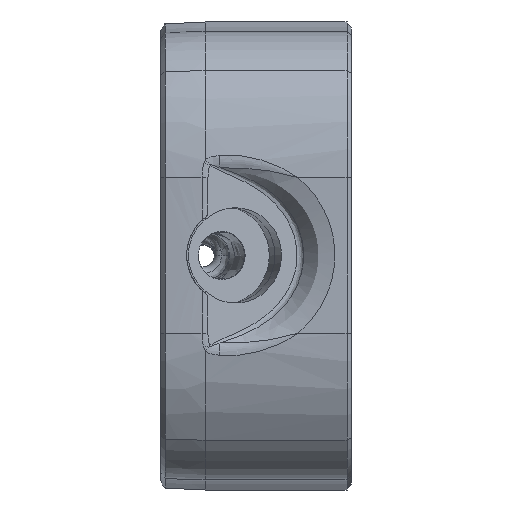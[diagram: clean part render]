
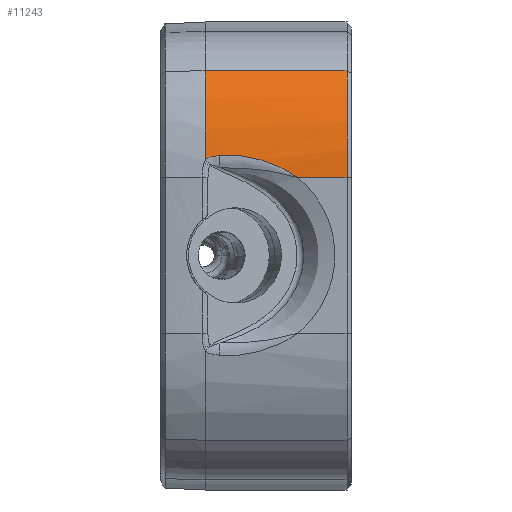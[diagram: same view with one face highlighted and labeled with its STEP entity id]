
A CAD part, top view. The second image highlights one B-rep face of the part: STEP entity #11243.
In plain terms, the highlighted cylindrical face has radius 17 mm (diameter 34 mm), a partial arc.
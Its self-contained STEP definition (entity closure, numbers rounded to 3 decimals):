
#561=CIRCLE('',#11930,17.);
#564=CIRCLE('',#11934,17.);
#1130=CYLINDRICAL_SURFACE('',#11933,17.);
#1303=FACE_OUTER_BOUND('',#1970,.T.);
#1970=EDGE_LOOP('',(#7616,#7617,#7618,#7619,#7620,#7621));
#2670=B_SPLINE_CURVE_WITH_KNOTS('',3,(#18428,#18429,#18430,#18431,#18432,
#18433,#18434,#18435,#18436,#18437,#18438,#18439,#18440,#18441,#18442,#18443,
#18444,#18445,#18446,#18447,#18448,#18449,#18450,#18451,#18452,#18453,#18454,
#18455,#18456,#18457,#18458,#18459),.UNSPECIFIED.,.F.,.F.,(4,2,2,2,2,2,
2,2,2,2,2,2,2,2,2,4),(-0.003,0.,0.01,0.04,
0.101,0.131,0.191,0.22,
0.309,0.368,0.456,0.485,0.543,
0.572,0.659,0.729),.UNSPECIFIED.);
#2671=B_SPLINE_CURVE_WITH_KNOTS('',3,(#18482,#18483,#18484,#18485,#18486),
 .UNSPECIFIED.,.F.,.F.,(4,1,4),(0.,0.077,0.135),
 .UNSPECIFIED.);
#3058=LINE('',#18570,#3829);
#3059=LINE('',#18573,#3830);
#3829=VECTOR('',#13118,1000.);
#3830=VECTOR('',#13121,1000.);
#4613=VERTEX_POINT('',#18171);
#4621=VERTEX_POINT('',#18426);
#4622=VERTEX_POINT('',#18480);
#4626=VERTEX_POINT('',#18563);
#4628=VERTEX_POINT('',#18569);
#4629=VERTEX_POINT('',#18571);
#5766=EDGE_CURVE('',#4613,#4621,#2670,.T.);
#5768=EDGE_CURVE('',#4621,#4622,#2671,.T.);
#5777=EDGE_CURVE('',#4626,#4622,#561,.T.);
#5780=EDGE_CURVE('',#4613,#4628,#3058,.T.);
#5781=EDGE_CURVE('',#4628,#4629,#564,.T.);
#5782=EDGE_CURVE('',#4626,#4629,#3059,.T.);
#7616=ORIENTED_EDGE('',*,*,#5768,.F.);
#7617=ORIENTED_EDGE('',*,*,#5766,.F.);
#7618=ORIENTED_EDGE('',*,*,#5780,.T.);
#7619=ORIENTED_EDGE('',*,*,#5781,.T.);
#7620=ORIENTED_EDGE('',*,*,#5782,.F.);
#7621=ORIENTED_EDGE('',*,*,#5777,.T.);
#11243=ADVANCED_FACE('',(#1303),#1130,.T.);
#11930=AXIS2_PLACEMENT_3D('',#18564,#13110,#13111);
#11933=AXIS2_PLACEMENT_3D('',#18568,#13116,#13117);
#11934=AXIS2_PLACEMENT_3D('',#18572,#13119,#13120);
#13110=DIRECTION('center_axis',(1.,0.,0.));
#13111=DIRECTION('ref_axis',(0.,-1.,0.));
#13116=DIRECTION('center_axis',(1.,0.,0.));
#13117=DIRECTION('ref_axis',(0.,1.,0.));
#13118=DIRECTION('',(1.,0.,0.));
#13119=DIRECTION('center_axis',(-1.,0.,0.));
#13120=DIRECTION('ref_axis',(0.,0.,
1.));
#13121=DIRECTION('',(1.,0.,0.));
#18171=CARTESIAN_POINT('',(8.445,6.958,74.65));
#18426=CARTESIAN_POINT('',(1.437,8.907,74.537));
#18428=CARTESIAN_POINT('Ctrl Pts',(8.445,6.958,74.65));
#18429=CARTESIAN_POINT('Ctrl Pts',(8.436,6.965,74.65));
#18430=CARTESIAN_POINT('Ctrl Pts',(8.426,6.971,74.65));
#18431=CARTESIAN_POINT('Ctrl Pts',(8.389,6.997,74.65));
#18432=CARTESIAN_POINT('Ctrl Pts',(8.361,7.016,74.649));
#18433=CARTESIAN_POINT('Ctrl Pts',(8.246,7.095,74.649));
#18434=CARTESIAN_POINT('Ctrl Pts',(8.158,7.153,74.649));
#18435=CARTESIAN_POINT('Ctrl Pts',(7.892,7.324,74.646));
#18436=CARTESIAN_POINT('Ctrl Pts',(7.713,7.432,74.643));
#18437=CARTESIAN_POINT('Ctrl Pts',(7.442,7.586,74.638));
#18438=CARTESIAN_POINT('Ctrl Pts',(7.352,7.635,74.636));
#18439=CARTESIAN_POINT('Ctrl Pts',(7.08,7.779,74.63));
#18440=CARTESIAN_POINT('Ctrl Pts',(6.897,7.87,74.625));
#18441=CARTESIAN_POINT('Ctrl Pts',(6.621,7.998,74.618));
#18442=CARTESIAN_POINT('Ctrl Pts',(6.528,8.039,74.615));
#18443=CARTESIAN_POINT('Ctrl Pts',(6.159,8.198,74.605));
#18444=CARTESIAN_POINT('Ctrl Pts',(5.879,8.304,74.596));
#18445=CARTESIAN_POINT('Ctrl Pts',(5.408,8.462,74.583));
#18446=CARTESIAN_POINT('Ctrl Pts',(5.219,8.52,74.578));
#18447=CARTESIAN_POINT('Ctrl Pts',(4.744,8.65,74.565));
#18448=CARTESIAN_POINT('Ctrl Pts',(4.456,8.716,74.559));
#18449=CARTESIAN_POINT('Ctrl Pts',(4.072,8.787,74.551));
#18450=CARTESIAN_POINT('Ctrl Pts',(3.976,8.803,74.549));
#18451=CARTESIAN_POINT('Ctrl Pts',(3.688,8.848,74.544));
#18452=CARTESIAN_POINT('Ctrl Pts',(3.495,8.873,74.541));
#18453=CARTESIAN_POINT('Ctrl Pts',(3.206,8.902,74.538));
#18454=CARTESIAN_POINT('Ctrl Pts',(3.109,8.91,74.537));
#18455=CARTESIAN_POINT('Ctrl Pts',(2.724,8.937,74.534));
#18456=CARTESIAN_POINT('Ctrl Pts',(2.434,8.945,74.533));
#18457=CARTESIAN_POINT('Ctrl Pts',(1.908,8.938,74.534));
#18458=CARTESIAN_POINT('Ctrl Pts',(1.672,8.927,74.535));
#18459=CARTESIAN_POINT('Ctrl Pts',(1.437,8.907,74.537));
#18480=CARTESIAN_POINT('',(0.178,8.467,74.583));
#18482=CARTESIAN_POINT('Ctrl Pts',(1.437,8.907,74.537));
#18483=CARTESIAN_POINT('Ctrl Pts',(1.181,8.886,74.54));
#18484=CARTESIAN_POINT('Ctrl Pts',(0.733,8.834,74.546));
#18485=CARTESIAN_POINT('Ctrl Pts',(0.298,8.638,74.567));
#18486=CARTESIAN_POINT('Ctrl Pts',(0.178,8.467,74.583));
#18563=CARTESIAN_POINT('',(0.178,16.481,71.732));
#18564=CARTESIAN_POINT('Origin',(0.178,6.958,57.65));
#18568=CARTESIAN_POINT('Origin',(-20.04,6.958,57.65));
#18569=CARTESIAN_POINT('',(12.85,6.958,74.65));
#18570=CARTESIAN_POINT('',(-20.04,6.958,74.65));
#18571=CARTESIAN_POINT('',(12.85,16.481,71.732));
#18572=CARTESIAN_POINT('Origin',(12.85,6.958,57.65));
#18573=CARTESIAN_POINT('',(-20.04,16.481,71.732));
